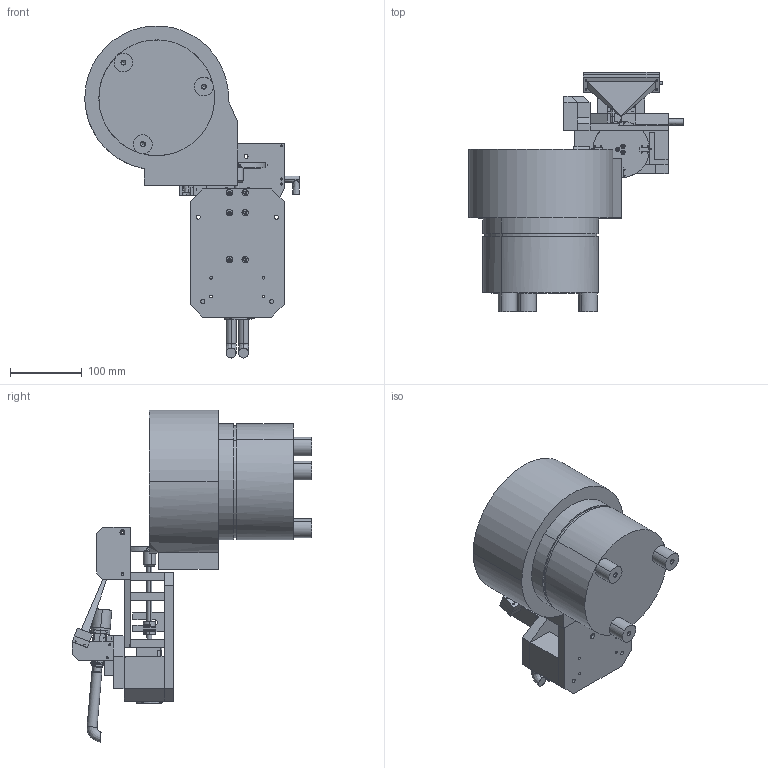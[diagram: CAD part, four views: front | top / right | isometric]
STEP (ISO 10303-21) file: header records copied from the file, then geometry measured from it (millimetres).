
FILE_DESCRIPTION(('FreeCAD Model'),'2;1');
FILE_NAME('Open CASCADE Shape Model','2025-04-29T12:13:08',('FreeCAD'),( 'FreeCAD'),'Open CASCADE STEP processor 7.6','FreeCAD','Unknown');
FILE_SCHEMA(('AUTOMOTIVE_DESIGN { 1 0 10303 214 1 1 1 1 }'));
Products named in the file (1): Open CASCADE STEP translator 7.6 1
Bounding box: 297.88 x 333.23 x 461.4 mm (x, y, z)
Surface area: 726804.2 mm2 (no closed solid volume)
Topology: 0 solids, 102 shells, 2434 faces, 6411 edges, 4173 vertices
Faces by surface type: bspline 2434
Entity records: 100913 total; most frequent: CARTESIAN_POINT 65064, ORIENTED_EDGE 11942, EDGE_CURVE 6282, VERTEX_POINT 4171, B_SPLINE_CURVE_WITH_KNOTS 4109, FACE_BOUND 2906, EDGE_LOOP 2906, ADVANCED_FACE 2432
